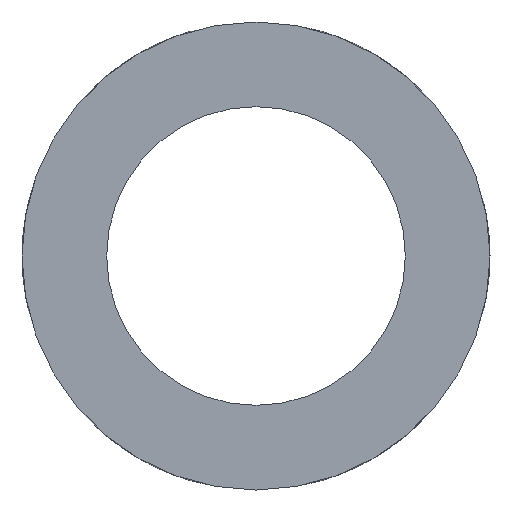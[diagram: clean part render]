
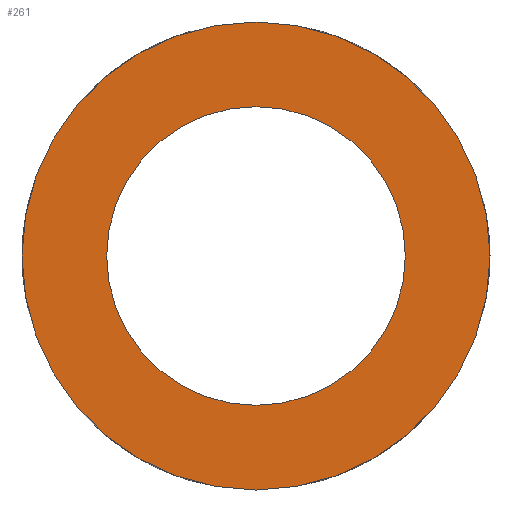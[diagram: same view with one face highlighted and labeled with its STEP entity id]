
A CAD part, left-side view. The second image highlights one B-rep face of the part: STEP entity #261.
In plain terms, the highlighted planar face has unit normal (-1, 0, 0).
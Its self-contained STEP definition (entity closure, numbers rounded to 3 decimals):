
#261 = ADVANCED_FACE( '', ( #597, #598 ), #599, .T. );
#597 = FACE_BOUND( '', #1037, .T. );
#598 = FACE_OUTER_BOUND( '', #1038, .T. );
#599 = PLANE( '', #1039 );
#1037 = EDGE_LOOP( '', ( #1670 ) );
#1038 = EDGE_LOOP( '', ( #1671 ) );
#1039 = AXIS2_PLACEMENT_3D( '', #1672, #1673, #1674 );
#1670 = ORIENTED_EDGE( '', *, *, #2641, .T. );
#1671 = ORIENTED_EDGE( '', *, *, #2642, .F. );
#1672 = CARTESIAN_POINT( '', ( 0., 23.5, 0. ) );
#1673 = DIRECTION( '', ( -1., 0., 0. ) );
#1674 = DIRECTION( '', ( 0., 0., 1. ) );
#2641 = EDGE_CURVE( '', #3186, #3186, #3187, .T. );
#2642 = EDGE_CURVE( '', #3188, #3188, #3189, .T. );
#3186 = VERTEX_POINT( '', #3912 );
#3187 = CIRCLE( '', #3913, 15. );
#3188 = VERTEX_POINT( '', #3914 );
#3189 = CIRCLE( '', #3915, 23.5 );
#3912 = CARTESIAN_POINT( '', ( 0., 0., -15. ) );
#3913 = AXIS2_PLACEMENT_3D( '', #4525, #4526, #4527 );
#3914 = CARTESIAN_POINT( '', ( 0., 0., -23.5 ) );
#3915 = AXIS2_PLACEMENT_3D( '', #4528, #4529, #4530 );
#4525 = CARTESIAN_POINT( '', ( 0., 0., 0. ) );
#4526 = DIRECTION( '', ( 1., 0., 0. ) );
#4527 = DIRECTION( '', ( 0., 0., -1. ) );
#4528 = CARTESIAN_POINT( '', ( 0., 0., 0. ) );
#4529 = DIRECTION( '', ( 1., 0., 0. ) );
#4530 = DIRECTION( '', ( 0., 0., -1. ) );
